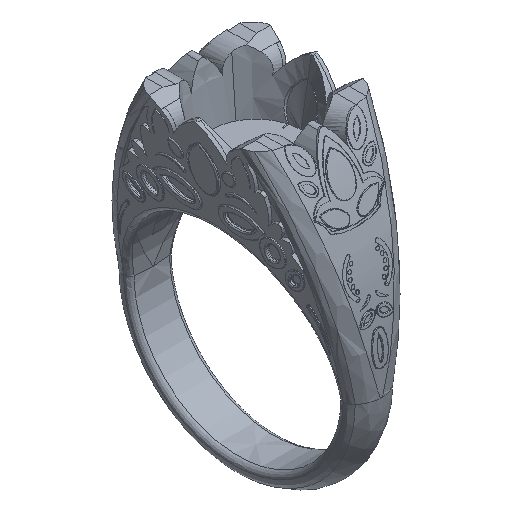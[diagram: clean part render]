
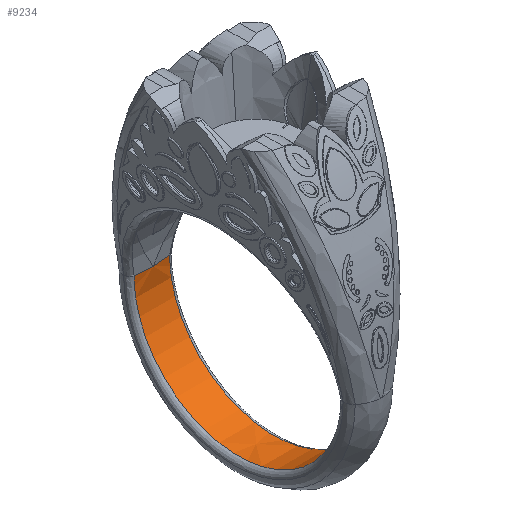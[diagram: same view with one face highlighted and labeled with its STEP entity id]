
A CAD part, isometric view. The second image highlights one B-rep face of the part: STEP entity #9234.
In plain terms, the highlighted free-form (B-spline) face has degree [2, 2] with [5, 3] control points.
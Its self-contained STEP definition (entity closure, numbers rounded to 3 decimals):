
#1531 = VERTEX_POINT('',#1532);
#1532 = CARTESIAN_POINT('',(23.523,137.442,0.));
#1568 = VERTEX_POINT('',#1569);
#1569 = CARTESIAN_POINT('',(23.523,-137.442,
    0.));
#3960 = EDGE_CURVE('',#3961,#1531,#3963,.T.);
#3961 = VERTEX_POINT('',#3962);
#3962 = CARTESIAN_POINT('',(0.,135.573,
    0.));
#3963 = B_SPLINE_CURVE_WITH_KNOTS('',3,(#3964,#3965,#3966,#3967),
  .UNSPECIFIED.,.F.,.F.,(4,4),(471.239,487.095),
  .PIECEWISE_BEZIER_KNOTS.);
#3964 = CARTESIAN_POINT('',(0.,135.573,
    0.));
#3965 = CARTESIAN_POINT('',(7.874,135.573,
    0.));
#3966 = CARTESIAN_POINT('',(15.748,136.199,
    0.));
#3967 = CARTESIAN_POINT('',(23.523,137.442,
    0.));
#4039 = EDGE_CURVE('',#1568,#1531,#4040,.T.);
#4040 = ( BOUNDED_CURVE() B_SPLINE_CURVE(2,(#4041,#4042,#4043,#4044,
#4045),.UNSPECIFIED.,.F.,.F.) B_SPLINE_CURVE_WITH_KNOTS((3,2,3),(
    1.571,3.142,4.712),
.PIECEWISE_BEZIER_KNOTS.) CURVE() GEOMETRIC_REPRESENTATION_ITEM() 
RATIONAL_B_SPLINE_CURVE((1.,0.707,1.,0.707,1.)) 
REPRESENTATION_ITEM('') );
#4041 = CARTESIAN_POINT('',(23.523,-137.442,
    0.));
#4042 = CARTESIAN_POINT('',(23.523,-137.442,
    -137.442));
#4043 = CARTESIAN_POINT('',(23.523,0.,
    -137.442));
#4044 = CARTESIAN_POINT('',(23.523,137.442,
    -137.442));
#4045 = CARTESIAN_POINT('',(23.523,137.442,
    0.));
#4068 = EDGE_CURVE('',#4069,#1568,#4071,.T.);
#4069 = VERTEX_POINT('',#4070);
#4070 = CARTESIAN_POINT('',(0.,-135.573,
    0.));
#4071 = B_SPLINE_CURVE_WITH_KNOTS('',3,(#4072,#4073,#4074,#4075),
  .UNSPECIFIED.,.F.,.F.,(4,4),(471.239,487.095),
  .PIECEWISE_BEZIER_KNOTS.);
#4072 = CARTESIAN_POINT('',(0.,-135.573,
    0.));
#4073 = CARTESIAN_POINT('',(7.874,-135.573,
    0.));
#4074 = CARTESIAN_POINT('',(15.748,-136.199,
    0.));
#4075 = CARTESIAN_POINT('',(23.523,-137.442,
    0.));
#7726 = VERTEX_POINT('',#7727);
#7727 = CARTESIAN_POINT('',(-23.523,-137.442,
    0.));
#7761 = VERTEX_POINT('',#7762);
#7762 = CARTESIAN_POINT('',(-23.523,137.442,
    0.));
#9234 = ADVANCED_FACE('',(#9235),#9262,.T.);
#9235 = FACE_BOUND('',#9236,.T.);
#9236 = EDGE_LOOP('',(#9237,#9244,#9245,#9246,#9247,#9254));
#9237 = ORIENTED_EDGE('',*,*,#9238,.F.);
#9238 = EDGE_CURVE('',#4069,#7726,#9239,.T.);
#9239 = B_SPLINE_CURVE_WITH_KNOTS('',3,(#9240,#9241,#9242,#9243),
  .UNSPECIFIED.,.F.,.F.,(4,4),(22.423,44.847),
  .PIECEWISE_BEZIER_KNOTS.);
#9240 = CARTESIAN_POINT('',(0.,-135.573,
    0.));
#9241 = CARTESIAN_POINT('',(-7.874,-135.573,
    0.));
#9242 = CARTESIAN_POINT('',(-15.748,-136.199,
    0.));
#9243 = CARTESIAN_POINT('',(-23.523,-137.442,
    0.));
#9244 = ORIENTED_EDGE('',*,*,#4068,.T.);
#9245 = ORIENTED_EDGE('',*,*,#4039,.T.);
#9246 = ORIENTED_EDGE('',*,*,#3960,.F.);
#9247 = ORIENTED_EDGE('',*,*,#9248,.F.);
#9248 = EDGE_CURVE('',#7761,#3961,#9249,.T.);
#9249 = B_SPLINE_CURVE_WITH_KNOTS('',3,(#9250,#9251,#9252,#9253),
  .UNSPECIFIED.,.F.,.F.,(4,4),(0.,22.423),
  .PIECEWISE_BEZIER_KNOTS.);
#9250 = CARTESIAN_POINT('',(-23.523,137.442,
    0.));
#9251 = CARTESIAN_POINT('',(-15.748,136.199,
    0.));
#9252 = CARTESIAN_POINT('',(-7.874,135.573,
    0.));
#9253 = CARTESIAN_POINT('',(0.,135.573,
    0.));
#9254 = ORIENTED_EDGE('',*,*,#9255,.F.);
#9255 = EDGE_CURVE('',#7726,#7761,#9256,.T.);
#9256 = ( BOUNDED_CURVE() B_SPLINE_CURVE(2,(#9257,#9258,#9259,#9260,
#9261),.UNSPECIFIED.,.F.,.F.) B_SPLINE_CURVE_WITH_KNOTS((3,2,3),(
    1.571,3.142,4.712),
.PIECEWISE_BEZIER_KNOTS.) CURVE() GEOMETRIC_REPRESENTATION_ITEM() 
RATIONAL_B_SPLINE_CURVE((1.,0.707,1.,0.707,1.)) 
REPRESENTATION_ITEM('') );
#9257 = CARTESIAN_POINT('',(-23.523,-137.442,
    0.));
#9258 = CARTESIAN_POINT('',(-23.523,-137.442,
    -137.442));
#9259 = CARTESIAN_POINT('',(-23.523,0.,
    -137.442));
#9260 = CARTESIAN_POINT('',(-23.523,137.442,
    -137.442));
#9261 = CARTESIAN_POINT('',(-23.523,137.442,
    0.));
#9262 = ( BOUNDED_SURFACE() B_SPLINE_SURFACE(2,2,(
    (#9263,#9264,#9265)
    ,(#9266,#9267,#9268)
    ,(#9269,#9270,#9271)
    ,(#9272,#9273,#9274)
    ,(#9275,#9276,#9277
)),.UNSPECIFIED.,.F.,.F.,.F.) B_SPLINE_SURFACE_WITH_KNOTS((3,2,3),(3,3),
  (1.185,2.756,4.327),(2.983,
    3.3),.PIECEWISE_BEZIER_KNOTS.) 
GEOMETRIC_REPRESENTATION_ITEM() RATIONAL_B_SPLINE_SURFACE((
    (1.,0.987,1.)
    ,(0.707,0.698,0.707)
    ,(1.,0.987,1.)
    ,(0.707,0.698,0.707)
,(1.,0.987,1.))) REPRESENTATION_ITEM('') SURFACE() );
#9263 = CARTESIAN_POINT('',(23.523,-137.442,
    0.));
#9264 = CARTESIAN_POINT('',(0.,-133.68,
    0.));
#9265 = CARTESIAN_POINT('',(-23.523,-137.442,
    0.));
#9266 = CARTESIAN_POINT('',(23.523,-137.442,
    -137.442));
#9267 = CARTESIAN_POINT('',(0.,-133.68,
    -133.68));
#9268 = CARTESIAN_POINT('',(-23.523,-137.442,
    -137.442));
#9269 = CARTESIAN_POINT('',(23.523,0.,
    -137.442));
#9270 = CARTESIAN_POINT('',(0.,0.,
    -133.68));
#9271 = CARTESIAN_POINT('',(-23.523,0.,
    -137.442));
#9272 = CARTESIAN_POINT('',(23.523,137.442,
    -137.442));
#9273 = CARTESIAN_POINT('',(0.,133.68,
    -133.68));
#9274 = CARTESIAN_POINT('',(-23.523,137.442,
    -137.442));
#9275 = CARTESIAN_POINT('',(23.523,137.442,
    0.));
#9276 = CARTESIAN_POINT('',(0.,133.68,
    0.));
#9277 = CARTESIAN_POINT('',(-23.523,137.442,
    0.));
